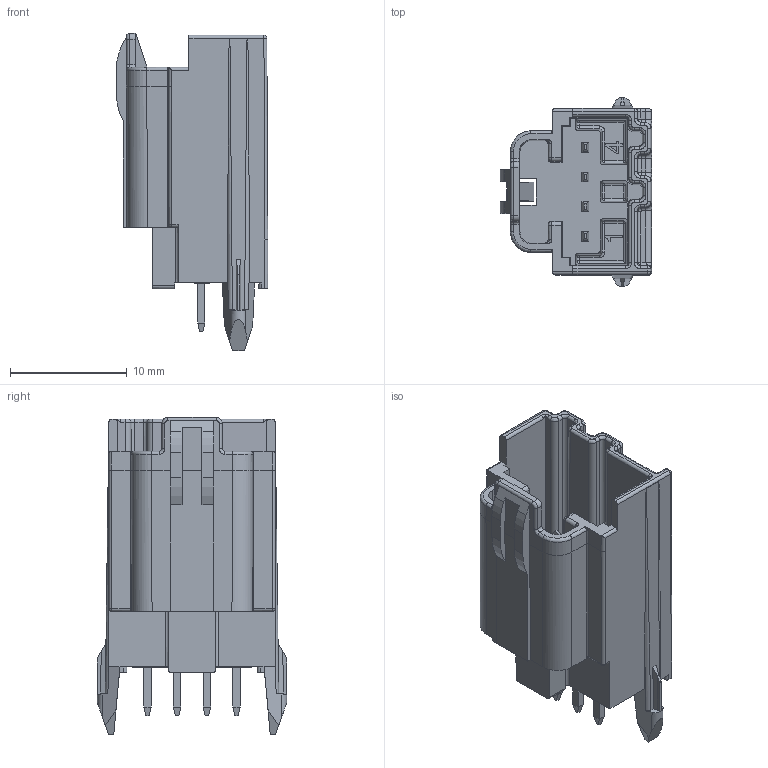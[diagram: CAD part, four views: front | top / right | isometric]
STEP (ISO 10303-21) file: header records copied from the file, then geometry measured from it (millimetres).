
FILE_DESCRIPTION((''),'2;1');
FILE_NAME('311010040','2019-02-27T',('gga'),(''),'PRO/ENGINEER BY PARAMETRIC TECHNOLOGY CORPORATION, 2016010','PRO/ENGINEER BY PARAMETRIC TECHNOLOGY CORPORATION, 2016010','');
FILE_SCHEMA(('CONFIG_CONTROL_DESIGN'));
Length unit declared in the file: millimetre
Products named in the file (1): 311010040
Bounding box: 12.96 x 16.2 x 27.14 mm (x, y, z)
Volume: 1297.1 mm3; surface area: 2585.1 mm2
Topology: 1 solids, 1 shells, 505 faces, 1332 edges, 814 vertices
Faces by surface type: plane 262, cylinder 160, bspline 52, sphere 26, torus 5
Entity records: 20789 total; most frequent: CARTESIAN_POINT 8903, ORIENTED_EDGE 2588, DIRECTION 2223, EDGE_CURVE 1294, VECTOR 875, LINE 875, VERTEX_POINT 802, AXIS2_PLACEMENT_3D 674
